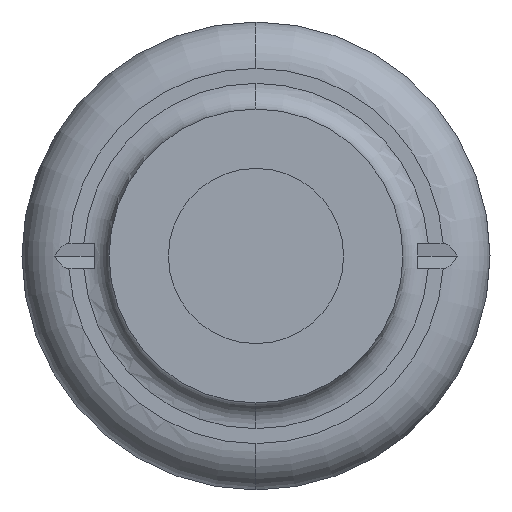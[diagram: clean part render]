
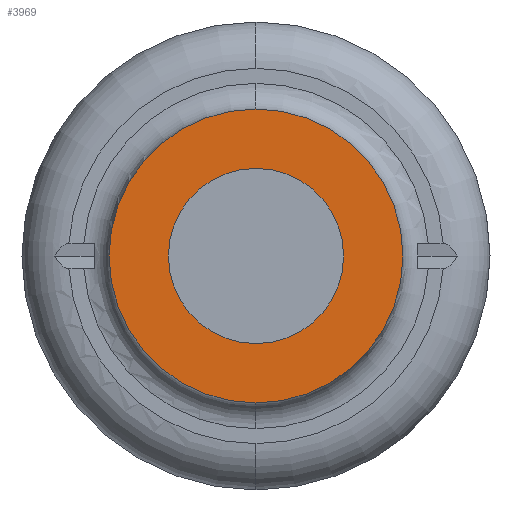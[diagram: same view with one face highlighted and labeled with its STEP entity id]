
A CAD part, left-side view. The second image highlights one B-rep face of the part: STEP entity #3969.
In plain terms, the highlighted face is planar.
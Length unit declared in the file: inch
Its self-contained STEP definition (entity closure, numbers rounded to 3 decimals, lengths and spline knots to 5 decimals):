
#106 = EDGE_LOOP ( 'NONE', ( #3301, #881 ) ) ;
#235 = CIRCLE ( 'NONE', #667, 0.085 ) ;
#318 = DIRECTION ( 'NONE',  ( -1., 0., 0. ) ) ;
#482 = CARTESIAN_POINT ( 'NONE',  ( 0.48, 0., 0. ) ) ;
#575 = VERTEX_POINT ( 'NONE', #3260 ) ;
#602 = AXIS2_PLACEMENT_3D ( 'NONE', #3769, #1610, #3408 ) ;
#609 = FACE_BOUND ( 'NONE', #106, .T. ) ;
#667 = AXIS2_PLACEMENT_3D ( 'NONE', #2978, #318, #1484 ) ;
#674 = VERTEX_POINT ( 'NONE', #2125 ) ;
#881 = ORIENTED_EDGE ( 'NONE', *, *, #2724, .T. ) ;
#1467 = DIRECTION ( 'NONE',  ( 0., 0., 1. ) ) ;
#1482 = ORIENTED_EDGE ( 'NONE', *, *, #2697, .F. ) ;
#1484 = DIRECTION ( 'NONE',  ( 0., 0., 1. ) ) ;
#1506 = FACE_OUTER_BOUND ( 'NONE', #2740, .T. ) ;
#1593 = EDGE_CURVE ( 'NONE', #3667, #575, #3101, .T. ) ;
#1610 = DIRECTION ( 'NONE',  ( -1., 0., 0. ) ) ;
#1683 = DIRECTION ( 'NONE',  ( 0., 0., 1. ) ) ;
#1923 = ORIENTED_EDGE ( 'NONE', *, *, #1593, .F. ) ;
#2125 = CARTESIAN_POINT ( 'NONE',  ( 0.48, 0., -0.085 ) ) ;
#2373 = DIRECTION ( 'NONE',  ( -1., 0., 0. ) ) ;
#2419 = VERTEX_POINT ( 'NONE', #2729 ) ;
#2608 = DIRECTION ( 'NONE',  ( 0., 0., 1. ) ) ;
#2697 = EDGE_CURVE ( 'NONE', #575, #3667, #3489, .T. ) ;
#2724 = EDGE_CURVE ( 'NONE', #674, #2419, #3157, .T. ) ;
#2729 = CARTESIAN_POINT ( 'NONE',  ( 0.48, 0., 0.085 ) ) ;
#2740 = EDGE_LOOP ( 'NONE', ( #1482, #1923 ) ) ;
#2776 = AXIS2_PLACEMENT_3D ( 'NONE', #3228, #3207, #2608 ) ;
#2978 = CARTESIAN_POINT ( 'NONE',  ( 0.48, 0., 0. ) ) ;
#3014 = CARTESIAN_POINT ( 'NONE',  ( 0.48, 0., 0. ) ) ;
#3101 = CIRCLE ( 'NONE', #602, 0.1425 ) ;
#3157 = CIRCLE ( 'NONE', #2776, 0.085 ) ;
#3190 = DIRECTION ( 'NONE',  ( -1., 0., 0. ) ) ;
#3207 = DIRECTION ( 'NONE',  ( -1., 0., 0. ) ) ;
#3228 = CARTESIAN_POINT ( 'NONE',  ( 0.48, 0., 0. ) ) ;
#3260 = CARTESIAN_POINT ( 'NONE',  ( 0.48, 0., 0.1425 ) ) ;
#3301 = ORIENTED_EDGE ( 'NONE', *, *, #3954, .T. ) ;
#3408 = DIRECTION ( 'NONE',  ( 0., 0., 1. ) ) ;
#3424 = CARTESIAN_POINT ( 'NONE',  ( 0.48, 0., -0.1425 ) ) ;
#3489 = CIRCLE ( 'NONE', #3883, 0.1425 ) ;
#3667 = VERTEX_POINT ( 'NONE', #3424 ) ;
#3769 = CARTESIAN_POINT ( 'NONE',  ( 0.48, 0., 0. ) ) ;
#3883 = AXIS2_PLACEMENT_3D ( 'NONE', #482, #3190, #1683 ) ;
#3952 = PLANE ( 'NONE',  #3956 ) ;
#3954 = EDGE_CURVE ( 'NONE', #2419, #674, #235, .T. ) ;
#3956 = AXIS2_PLACEMENT_3D ( 'NONE', #3014, #2373, #1467 ) ;
#3969 = ADVANCED_FACE ( 'NONE', ( #1506, #609 ), #3952, .F. ) ;
